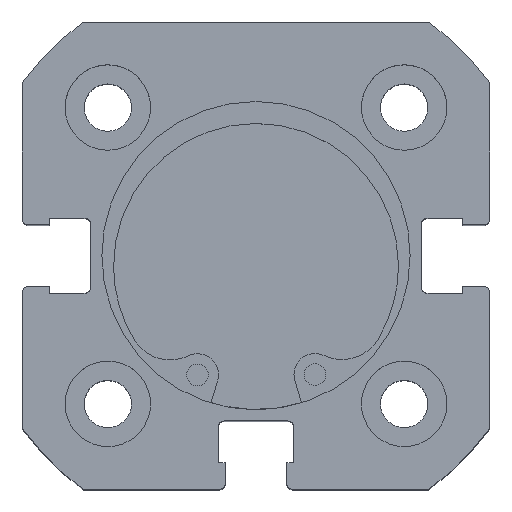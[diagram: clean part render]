
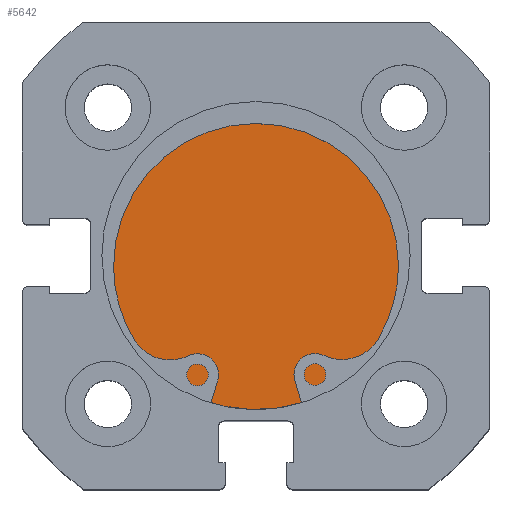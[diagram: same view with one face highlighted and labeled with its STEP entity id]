
A CAD part, top view. The second image highlights one B-rep face of the part: STEP entity #5642.
In plain terms, the highlighted face is planar.
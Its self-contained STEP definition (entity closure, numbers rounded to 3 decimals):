
#117 = DIRECTION ( 'NONE',  ( 0., 0., 1. ) ) ;
#118 = DIRECTION ( 'NONE',  ( -1., 0., 0. ) ) ;
#120 = PLANE ( 'NONE',  #1422 ) ;
#121 = CARTESIAN_POINT ( 'NONE',  ( 6., 13.5, 0. ) ) ;
#1244 = CARTESIAN_POINT ( 'NONE',  ( 6., 0., 13.5 ) ) ;
#1305 = CARTESIAN_POINT ( 'NONE',  ( 6., 0., -13.5 ) ) ;
#1422 = AXIS2_PLACEMENT_3D ( 'NONE', #121, #118, #117 ) ;
#1510 = AXIS2_PLACEMENT_3D ( 'NONE', #2440, #2420, #2419 ) ;
#1541 = AXIS2_PLACEMENT_3D ( 'NONE', #4618, #4617, #4615 ) ;
#2419 = DIRECTION ( 'NONE',  ( 0., 0., 1. ) ) ;
#2420 = DIRECTION ( 'NONE',  ( -1., 0., 0. ) ) ;
#2440 = CARTESIAN_POINT ( 'NONE',  ( 6., 0., 0. ) ) ;
#2680 = ORIENTED_EDGE ( 'NONE', *, *, #3946, .F. ) ;
#2701 = ORIENTED_EDGE ( 'NONE', *, *, #4016, .F. ) ;
#3032 = CIRCLE ( 'NONE', #1541, 13.5 ) ;
#3137 = CIRCLE ( 'NONE', #1510, 13.5 ) ;
#3340 = FACE_OUTER_BOUND ( 'NONE', #3662, .T. ) ;
#3662 = EDGE_LOOP ( 'NONE', ( #2701, #2680 ) ) ;
#3946 = EDGE_CURVE ( 'NONE', #4768, #4766, #3032, .T. ) ;
#4016 = EDGE_CURVE ( 'NONE', #4766, #4768, #3137, .T. ) ;
#4615 = DIRECTION ( 'NONE',  ( 0., 0., 1. ) ) ;
#4617 = DIRECTION ( 'NONE',  ( -1., 0., 0. ) ) ;
#4618 = CARTESIAN_POINT ( 'NONE',  ( 6., 0., 0. ) ) ;
#4766 = VERTEX_POINT ( 'NONE', #1244 ) ;
#4768 = VERTEX_POINT ( 'NONE', #1305 ) ;
#5642 = ADVANCED_FACE ( 'NONE', ( #3340 ), #120, .F. ) ;
